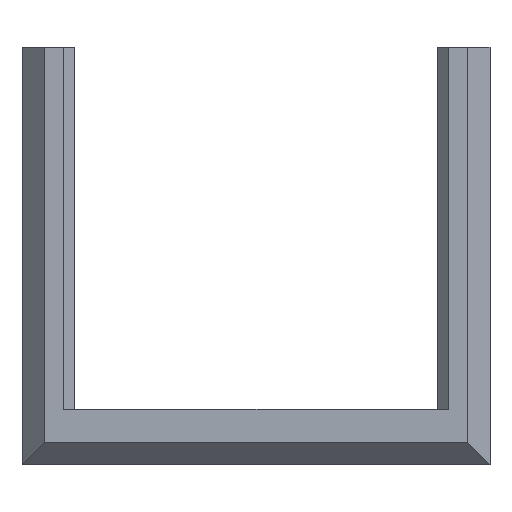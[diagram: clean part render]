
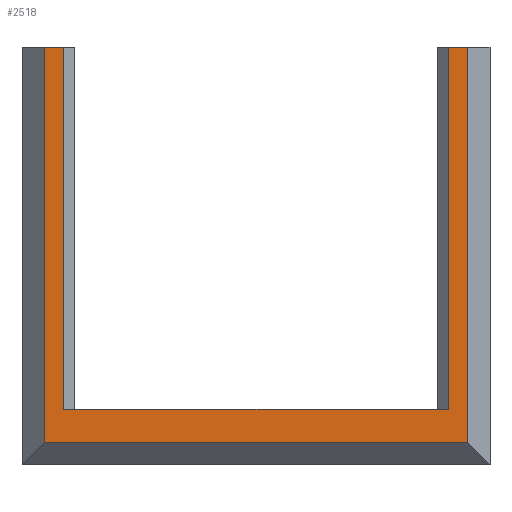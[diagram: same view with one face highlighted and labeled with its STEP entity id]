
A CAD part, front view. The second image highlights one B-rep face of the part: STEP entity #2518.
In plain terms, the highlighted planar face has unit normal (0, -1, 0).
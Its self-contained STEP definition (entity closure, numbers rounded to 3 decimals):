
#1 = LINE ( 'NONE', #3926, #2966 ) ;
#77 = VERTEX_POINT ( 'NONE', #2824 ) ;
#331 = LINE ( 'NONE', #3687, #3694 ) ;
#376 = CARTESIAN_POINT ( 'NONE',  ( -17.25, -145., -16. ) ) ;
#382 = CARTESIAN_POINT ( 'NONE',  ( -21., -145., 16.5 ) ) ;
#549 = EDGE_CURVE ( 'NONE', #1794, #77, #1, .T. ) ;
#637 = DIRECTION ( 'NONE',  ( 1., 0., 0. ) ) ;
#661 = CARTESIAN_POINT ( 'NONE',  ( -16.25, -145., -16. ) ) ;
#753 = LINE ( 'NONE', #661, #864 ) ;
#798 = EDGE_CURVE ( 'NONE', #1696, #6176, #331, .T. ) ;
#827 = CARTESIAN_POINT ( 'NONE',  ( -19., -145., 16.5 ) ) ;
#858 = LINE ( 'NONE', #1270, #4185 ) ;
#864 = VECTOR ( 'NONE', #4205, 1000. ) ;
#880 = DIRECTION ( 'NONE',  ( 0., 0., -1. ) ) ;
#1048 = CARTESIAN_POINT ( 'NONE',  ( -21., -145., 16.5 ) ) ;
#1234 = AXIS2_PLACEMENT_3D ( 'NONE', #4327, #4807, #3396 ) ;
#1270 = CARTESIAN_POINT ( 'NONE',  ( 17.25, -145., -16. ) ) ;
#1382 = VERTEX_POINT ( 'NONE', #4240 ) ;
#1507 = VECTOR ( 'NONE', #2929, 1000. ) ;
#1508 = VERTEX_POINT ( 'NONE', #827 ) ;
#1540 = ORIENTED_EDGE ( 'NONE', *, *, #5473, .T. ) ;
#1618 = VERTEX_POINT ( 'NONE', #4278 ) ;
#1696 = VERTEX_POINT ( 'NONE', #376 ) ;
#1782 = EDGE_CURVE ( 'NONE', #1382, #77, #3995, .T. ) ;
#1794 = VERTEX_POINT ( 'NONE', #6054 ) ;
#1839 = DIRECTION ( 'NONE',  ( 0., 0., 1. ) ) ;
#1926 = VERTEX_POINT ( 'NONE', #2307 ) ;
#2257 = EDGE_LOOP ( 'NONE', ( #5154, #2701, #3546, #3603, #3079, #3323, #1540, #5108 ) ) ;
#2307 = CARTESIAN_POINT ( 'NONE',  ( -19., -145., -19. ) ) ;
#2518 = ADVANCED_FACE ( 'NONE', ( #6286 ), #3915, .T. ) ;
#2701 = ORIENTED_EDGE ( 'NONE', *, *, #5562, .T. ) ;
#2797 = VECTOR ( 'NONE', #880, 1000. ) ;
#2824 = CARTESIAN_POINT ( 'NONE',  ( 19., -145., 16.5 ) ) ;
#2929 = DIRECTION ( 'NONE',  ( 1., 0., 0. ) ) ;
#2966 = VECTOR ( 'NONE', #4894, 1000. ) ;
#3079 = ORIENTED_EDGE ( 'NONE', *, *, #1782, .F. ) ;
#3323 = ORIENTED_EDGE ( 'NONE', *, *, #4588, .T. ) ;
#3396 = DIRECTION ( 'NONE',  ( 0., 0., -1. ) ) ;
#3546 = ORIENTED_EDGE ( 'NONE', *, *, #3815, .T. ) ;
#3603 = ORIENTED_EDGE ( 'NONE', *, *, #549, .T. ) ;
#3687 = CARTESIAN_POINT ( 'NONE',  ( -17.25, -145., 16.5 ) ) ;
#3694 = VECTOR ( 'NONE', #1839, 1000. ) ;
#3815 = EDGE_CURVE ( 'NONE', #1926, #1794, #5404, .T. ) ;
#3837 = LINE ( 'NONE', #382, #1507 ) ;
#3915 = PLANE ( 'NONE',  #1234 ) ;
#3926 = CARTESIAN_POINT ( 'NONE',  ( 19., -145., 16.5 ) ) ;
#3995 = LINE ( 'NONE', #1048, #5635 ) ;
#4185 = VECTOR ( 'NONE', #5157, 1000. ) ;
#4205 = DIRECTION ( 'NONE',  ( -1., 0., 0. ) ) ;
#4232 = LINE ( 'NONE', #4297, #2797 ) ;
#4240 = CARTESIAN_POINT ( 'NONE',  ( 17.25, -145., 16.5 ) ) ;
#4278 = CARTESIAN_POINT ( 'NONE',  ( 17.25, -145., -16. ) ) ;
#4297 = CARTESIAN_POINT ( 'NONE',  ( -19., -145., -21. ) ) ;
#4327 = CARTESIAN_POINT ( 'NONE',  ( 0., -145., 0. ) ) ;
#4334 = CARTESIAN_POINT ( 'NONE',  ( 21., -145., -19. ) ) ;
#4588 = EDGE_CURVE ( 'NONE', #1382, #1618, #858, .T. ) ;
#4807 = DIRECTION ( 'NONE',  ( 0., -1., 0. ) ) ;
#4888 = DIRECTION ( 'NONE',  ( 1., 0., 0. ) ) ;
#4894 = DIRECTION ( 'NONE',  ( 0., 0., 1. ) ) ;
#5108 = ORIENTED_EDGE ( 'NONE', *, *, #798, .T. ) ;
#5154 = ORIENTED_EDGE ( 'NONE', *, *, #5964, .F. ) ;
#5156 = CARTESIAN_POINT ( 'NONE',  ( -17.25, -145., 16.5 ) ) ;
#5157 = DIRECTION ( 'NONE',  ( 0., 0., -1. ) ) ;
#5404 = LINE ( 'NONE', #4334, #6053 ) ;
#5473 = EDGE_CURVE ( 'NONE', #1618, #1696, #753, .T. ) ;
#5562 = EDGE_CURVE ( 'NONE', #1508, #1926, #4232, .T. ) ;
#5635 = VECTOR ( 'NONE', #637, 1000. ) ;
#5964 = EDGE_CURVE ( 'NONE', #1508, #6176, #3837, .T. ) ;
#6053 = VECTOR ( 'NONE', #4888, 1000. ) ;
#6054 = CARTESIAN_POINT ( 'NONE',  ( 19., -145., -19. ) ) ;
#6176 = VERTEX_POINT ( 'NONE', #5156 ) ;
#6286 = FACE_OUTER_BOUND ( 'NONE', #2257, .T. ) ;
